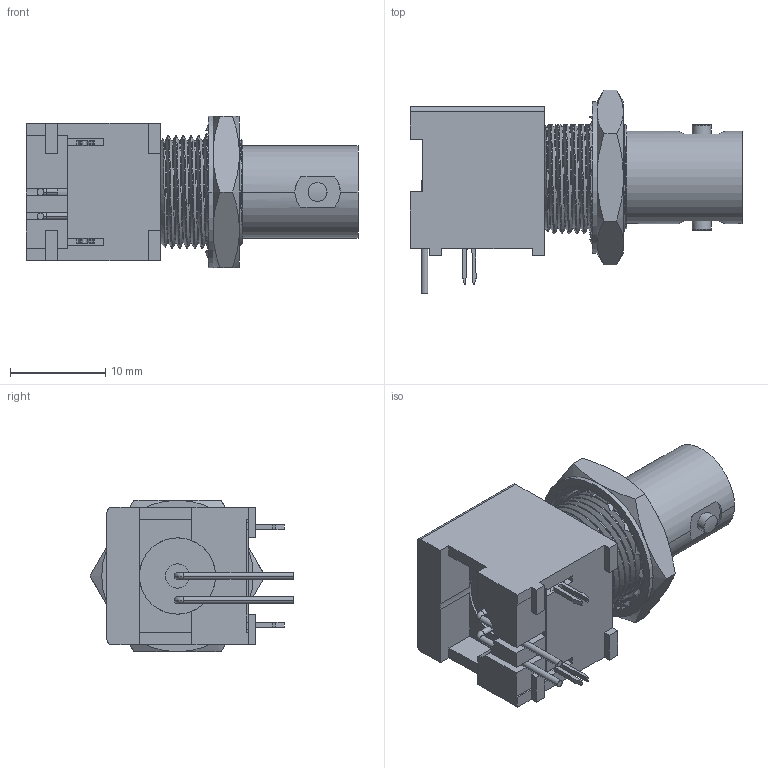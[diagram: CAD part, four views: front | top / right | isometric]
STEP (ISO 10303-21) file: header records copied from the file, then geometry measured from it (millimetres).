
FILE_DESCRIPTION((''),'2;1');
FILE_NAME('31-5431-10RFX','2016-03-18T',('Rajagopal'),(''),'PRO/ENGINEER BY PARAMETRIC TECHNOLOGY CORPORATION, 2014440','PRO/ENGINEER BY PARAMETRIC TECHNOLOGY CORPORATION, 2014440','');
FILE_SCHEMA(('CONFIG_CONTROL_DESIGN'));
Length unit declared in the file: millimetre
Products named in the file (1): 31-5431-10RFX
Bounding box: 34.8 x 21.37 x 15.88 mm (x, y, z)
Surface area: 3564.7 mm2 (no closed solid volume)
Topology: 0 solids, 17 shells, 255 faces, 822 edges, 582 vertices
Faces by surface type: plane 140, cylinder 63, cone 27, bspline 21, torus 4
Entity records: 14673 total; most frequent: CARTESIAN_POINT 7762, ORIENTED_EDGE 1366, DIRECTION 1306, EDGE_CURVE 822, VERTEX_POINT 582, VECTOR 520, LINE 520, AXIS2_PLACEMENT_3D 393
